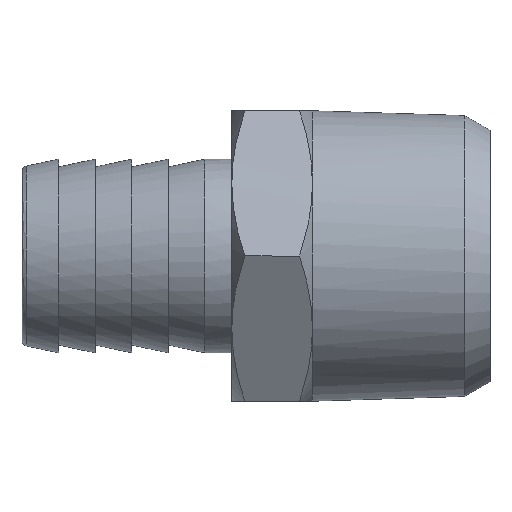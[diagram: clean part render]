
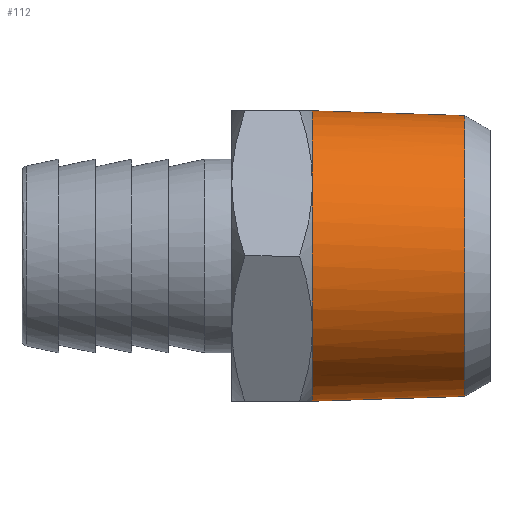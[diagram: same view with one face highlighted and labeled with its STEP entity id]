
A CAD part, left-side view. The second image highlights one B-rep face of the part: STEP entity #112.
In plain terms, the highlighted free-form (B-spline) face has degree [1, 3] with [2, 4] control points.
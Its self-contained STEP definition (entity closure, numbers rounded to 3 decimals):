
#1 = CARTESIAN_POINT ( 'NONE',  ( -11.688, 16.5, 6.748 ) ) ;
#112 = ADVANCED_FACE ( 'NONE', ( #2209 ), #536, .F. ) ;
#134 = CARTESIAN_POINT ( 'NONE',  ( -11.688, 16.5, 6.748 ) ) ;
#139 = EDGE_CURVE ( 'NONE', #1377, #2009, #704, .T. ) ;
#169 = CARTESIAN_POINT ( 'NONE',  ( -4.941, 16.5, -13.5 ) ) ;
#230 = CARTESIAN_POINT ( 'NONE',  ( -11.688, 16.5, 6.748 ) ) ;
#238 = EDGE_CURVE ( 'NONE', #837, #2169, #495, .T. ) ;
#315 = CARTESIAN_POINT ( 'NONE',  ( 0., 16.5, -13.493 ) ) ;
#334 = CARTESIAN_POINT ( 'NONE',  ( 0., 2.338, -13.05 ) ) ;
#359 = CARTESIAN_POINT ( 'NONE',  ( -26.985, 16.5, -13.493 ) ) ;
#362 = CARTESIAN_POINT ( 'NONE',  ( 0., 2.338, -13.05 ) ) ;
#364 = EDGE_CURVE ( 'NONE', #2169, #1184, #753, .T. ) ;
#388 = ORIENTED_EDGE ( 'NONE', *, *, #1045, .T. ) ;
#430 = ORIENTED_EDGE ( 'NONE', *, *, #139, .F. ) ;
#440 = EDGE_CURVE ( 'NONE', #2360, #1184, #797, .T. ) ;
#495 =( BOUNDED_CURVE ( )  B_SPLINE_CURVE ( 3, ( #647, #1548, #2020, #2268 ),
 .UNSPECIFIED., .F., .T. ) 
 B_SPLINE_CURVE_WITH_KNOTS ( ( 4, 4 ),
 ( -3.142, 0. ),
 .UNSPECIFIED. ) 
 CURVE ( )  GEOMETRIC_REPRESENTATION_ITEM ( )  RATIONAL_B_SPLINE_CURVE ( ( 1., 0.333, 0.333, 1. ) ) 
 REPRESENTATION_ITEM ( '' )  );
#536 =( BOUNDED_SURFACE ( )  B_SPLINE_SURFACE ( 1, 3, ( 
 ( #334, #1696, #2130, #1433 ),
 ( #315, #359, #836, #1708 ) ),
 .UNSPECIFIED., .F., .F., .F. ) 
 B_SPLINE_SURFACE_WITH_KNOTS ( ( 2, 2 ),
 ( 4, 4 ),
 ( 0., 1. ),
 ( 0., 1. ),
 .UNSPECIFIED. ) 
 GEOMETRIC_REPRESENTATION_ITEM ( )  RATIONAL_B_SPLINE_SURFACE ( (
 ( 1., 0.333, 0.333, 1.),
 ( 1., 0.333, 0.333, 1.) ) ) 
 REPRESENTATION_ITEM ( '' )  SURFACE ( )  );
#607 = CARTESIAN_POINT ( 'NONE',  ( -11.688, 16.5, -6.748 ) ) ;
#647 = CARTESIAN_POINT ( 'NONE',  ( 0., 2.338, -13.05 ) ) ;
#704 =( BOUNDED_CURVE ( )  B_SPLINE_CURVE ( 3, ( #1094, #169, #1277, #607 ),
 .UNSPECIFIED., .F., .F. ) 
 B_SPLINE_CURVE_WITH_KNOTS ( ( 4, 4 ),
 ( -1.047, 0. ),
 .UNSPECIFIED. ) 
 CURVE ( )  GEOMETRIC_REPRESENTATION_ITEM ( )  RATIONAL_B_SPLINE_CURVE ( ( 1., 0.911, 0.911, 1. ) ) 
 REPRESENTATION_ITEM ( '' )  );
#716 = CARTESIAN_POINT ( 'NONE',  ( 0., 2.338, 13.05 ) ) ;
#718 = CARTESIAN_POINT ( 'NONE',  ( 0., 16.5, 13.496 ) ) ;
#752 = ORIENTED_EDGE ( 'NONE', *, *, #238, .T. ) ;
#753 = B_SPLINE_CURVE_WITH_KNOTS ( 'NONE', 1,
 ( #716, #1429 ),
 .UNSPECIFIED., .F., .F.,
 ( 2, 2 ),
 ( -1., 0. ),
 .UNSPECIFIED. ) ;
#797 =( BOUNDED_CURVE ( )  B_SPLINE_CURVE ( 3, ( #134, #1481, #2385, #1036 ),
 .UNSPECIFIED., .F., .F. ) 
 B_SPLINE_CURVE_WITH_KNOTS ( ( 4, 4 ),
 ( -1.047, 0. ),
 .UNSPECIFIED. ) 
 CURVE ( )  GEOMETRIC_REPRESENTATION_ITEM ( )  RATIONAL_B_SPLINE_CURVE ( ( 1., 0.911, 0.911, 1. ) ) 
 REPRESENTATION_ITEM ( '' )  );
#836 = CARTESIAN_POINT ( 'NONE',  ( -26.985, 16.5, 13.493 ) ) ;
#837 = VERTEX_POINT ( 'NONE', #362 ) ;
#881 = ORIENTED_EDGE ( 'NONE', *, *, #440, .F. ) ;
#901 = CARTESIAN_POINT ( 'NONE',  ( 0., 2.338, 13.05 ) ) ;
#1036 = CARTESIAN_POINT ( 'NONE',  ( 0., 16.5, 13.496 ) ) ;
#1045 = EDGE_CURVE ( 'NONE', #1377, #837, #1306, .T. ) ;
#1094 = CARTESIAN_POINT ( 'NONE',  ( 0., 16.5, -13.496 ) ) ;
#1112 = CARTESIAN_POINT ( 'NONE',  ( -14.162, 16.5, 2.471 ) ) ;
#1142 = CARTESIAN_POINT ( 'NONE',  ( 0., 16.5, -13.496 ) ) ;
#1184 = VERTEX_POINT ( 'NONE', #718 ) ;
#1277 = CARTESIAN_POINT ( 'NONE',  ( -9.221, 16.5, -11.029 ) ) ;
#1306 = B_SPLINE_CURVE_WITH_KNOTS ( 'NONE', 1,
 ( #1142, #2025 ),
 .UNSPECIFIED., .F., .F.,
 ( 2, 2 ),
 ( -1., 0. ),
 .UNSPECIFIED. ) ;
#1377 = VERTEX_POINT ( 'NONE', #2166 ) ;
#1429 = CARTESIAN_POINT ( 'NONE',  ( 0., 16.5, 13.496 ) ) ;
#1433 = CARTESIAN_POINT ( 'NONE',  ( 0., 2.338, 13.05 ) ) ;
#1481 = CARTESIAN_POINT ( 'NONE',  ( -9.221, 16.5, 11.029 ) ) ;
#1485 = EDGE_CURVE ( 'NONE', #2009, #2360, #2120, .T. ) ;
#1548 = CARTESIAN_POINT ( 'NONE',  ( -26.1, 2.338, -13.05 ) ) ;
#1671 = CARTESIAN_POINT ( 'NONE',  ( -11.688, 16.5, -6.748 ) ) ;
#1696 = CARTESIAN_POINT ( 'NONE',  ( -26.1, 2.338, -13.05 ) ) ;
#1708 = CARTESIAN_POINT ( 'NONE',  ( 0., 16.5, 13.493 ) ) ;
#2009 = VERTEX_POINT ( 'NONE', #1671 ) ;
#2020 = CARTESIAN_POINT ( 'NONE',  ( -26.1, 2.338, 13.05 ) ) ;
#2025 = CARTESIAN_POINT ( 'NONE',  ( 0., 2.338, -13.05 ) ) ;
#2101 = ORIENTED_EDGE ( 'NONE', *, *, #1485, .F. ) ;
#2120 =( BOUNDED_CURVE ( )  B_SPLINE_CURVE ( 3, ( #2232, #2466, #1112, #1 ),
 .UNSPECIFIED., .F., .T. ) 
 B_SPLINE_CURVE_WITH_KNOTS ( ( 4, 4 ),
 ( -1.047, 0. ),
 .UNSPECIFIED. ) 
 CURVE ( )  GEOMETRIC_REPRESENTATION_ITEM ( )  RATIONAL_B_SPLINE_CURVE ( ( 1., 0.911, 0.911, 1. ) ) 
 REPRESENTATION_ITEM ( '' )  );
#2130 = CARTESIAN_POINT ( 'NONE',  ( -26.1, 2.338, 13.05 ) ) ;
#2166 = CARTESIAN_POINT ( 'NONE',  ( 0., 16.5, -13.496 ) ) ;
#2169 = VERTEX_POINT ( 'NONE', #901 ) ;
#2209 = FACE_OUTER_BOUND ( 'NONE', #2879, .T. ) ;
#2232 = CARTESIAN_POINT ( 'NONE',  ( -11.688, 16.5, -6.748 ) ) ;
#2268 = CARTESIAN_POINT ( 'NONE',  ( 0., 2.338, 13.05 ) ) ;
#2360 = VERTEX_POINT ( 'NONE', #230 ) ;
#2385 = CARTESIAN_POINT ( 'NONE',  ( -4.941, 16.5, 13.5 ) ) ;
#2466 = CARTESIAN_POINT ( 'NONE',  ( -14.162, 16.5, -2.471 ) ) ;
#2623 = ORIENTED_EDGE ( 'NONE', *, *, #364, .T. ) ;
#2879 = EDGE_LOOP ( 'NONE', ( #752, #2623, #881, #2101, #430, #388 ) ) ;
